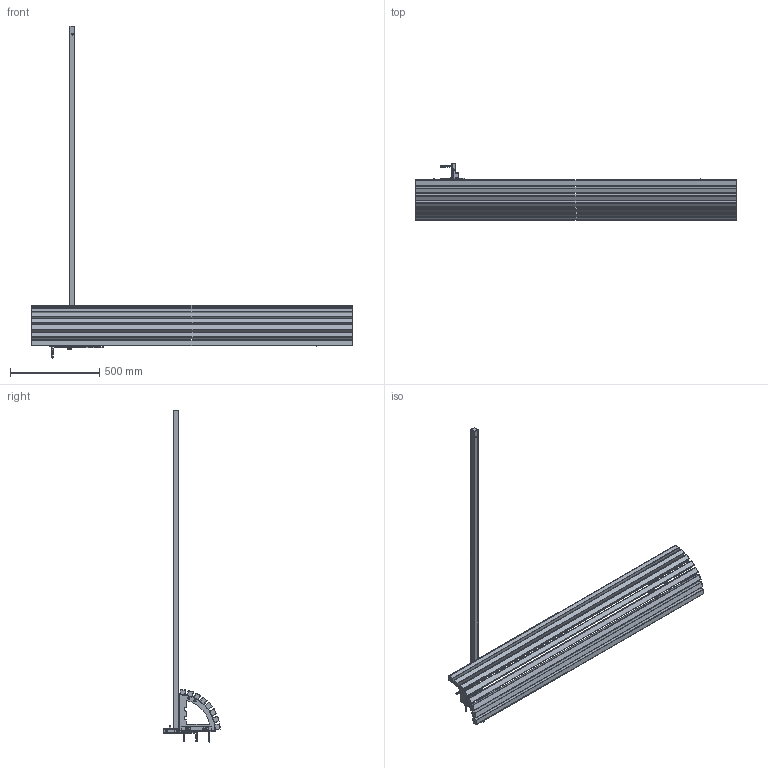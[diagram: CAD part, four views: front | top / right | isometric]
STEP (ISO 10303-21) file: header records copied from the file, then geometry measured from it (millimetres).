
FILE_DESCRIPTION( ( 'Unknown' ), '1' );
FILE_NAME( 'CARRERA N.stp', 'Unknown', ( 'Unknown' ), ( 'Unknown' ), 'PSStep 10.1', 'Unknown', ' ' );
FILE_SCHEMA( ( 'AUTOMOTIVE_DESIGN { 1 0 10303 214 1 1 1 1 }' ) );
Length unit declared in the file: millimetre
Products named in the file (17): Assem1; mocowanie N; bolec mocowania; wkrêt konsoli; ko³ek rozporowy; profil mocowania 02; rura pionowa; rura pionowa-oa0; rura pionowa-oa1; rura pionowa-oa2; rura pionowa-oa3; rura pionowa-oa4; rura pionowa-oa5; rura pionowa-oa6; ko³nierz ustalaj¹cy fi410 naro¿ny; ko³nierz ustalaj¹cy fi410 naro¿ny-oa7; ³acznik rur zasilanie
Bounding box: 1800 x 317.43 x 1862.7 mm (x, y, z)
Volume: 6883099 mm3; surface area: 6732841.4 mm2
Topology: 45 solids, 45 shells, 1181 faces, 2984 edges, 1771 vertices
Faces by surface type: plane 493, cylinder 454, sphere 128, torus 63, cone 43
Full cylindrical faces by diameter (mm): 4.5 x7, 4.807 x7, 5 x7, 7 x9, 8 x17, 11 x22, 11.5 x16, 12 x20, 20 x9
Entity records: 17540 total; most frequent: CARTESIAN_POINT 2574, DIRECTION 2406, ORIENTED_EDGE 2094, EDGE_CURVE 1047, AXIS2_PLACEMENT_3D 884, VERTEX_POINT 658, LINE 638, VECTOR 638
